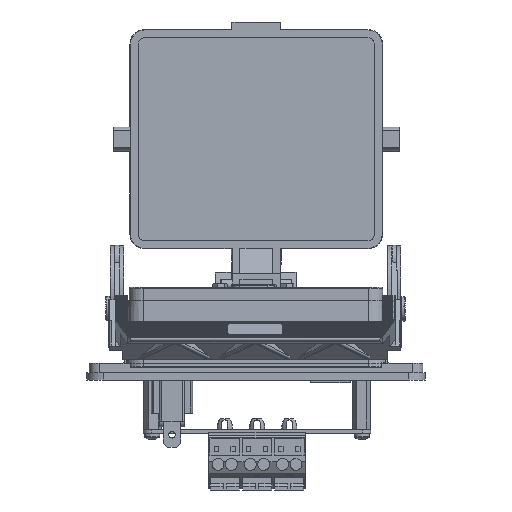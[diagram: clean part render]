
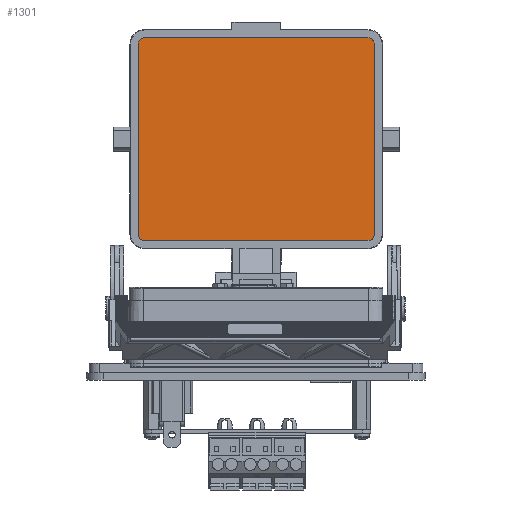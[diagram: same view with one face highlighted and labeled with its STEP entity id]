
A CAD part, front view. The second image highlights one B-rep face of the part: STEP entity #1301.
In plain terms, the highlighted planar face has unit normal (0, -1, 0).
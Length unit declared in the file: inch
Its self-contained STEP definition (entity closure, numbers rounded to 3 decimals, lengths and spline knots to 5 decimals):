
#528 = CARTESIAN_POINT ( 'NONE',  ( -1.63203, 2.4916, 4.87539 ) ) ;
#720 = EDGE_CURVE ( 'NONE', #135285, #33284, #118561, .T. ) ;
#1301 = ADVANCED_FACE ( 'NONE', ( #22074 ), #50814, .T. ) ;
#2579 = ORIENTED_EDGE ( 'NONE', *, *, #134337, .T. ) ;
#3899 = LINE ( 'NONE', #25586, #38886 ) ;
#5422 = EDGE_LOOP ( 'NONE', ( #60078, #150758, #49830, #79557, #129296, #53057, #65137, #2579 ) ) ;
#9060 = DIRECTION ( 'NONE',  ( 0., -1., 0. ) ) ;
#10893 = LINE ( 'NONE', #60579, #42220 ) ;
#16399 = VERTEX_POINT ( 'NONE', #39682 ) ;
#21021 = CARTESIAN_POINT ( 'NONE',  ( 1.63997, 2.4916, 4.87539 ) ) ;
#22041 = CIRCLE ( 'NONE', #142658, 0.093 ) ;
#22074 = FACE_OUTER_BOUND ( 'NONE', #5422, .T. ) ;
#24339 = VECTOR ( 'NONE', #43830, 39.37008 ) ;
#24362 = EDGE_CURVE ( 'NONE', #128776, #143046, #129714, .T. ) ;
#25088 = AXIS2_PLACEMENT_3D ( 'NONE', #21021, #81434, #117583 ) ;
#25586 = CARTESIAN_POINT ( 'NONE',  ( 1.73297, 2.4916, -1.05466 ) ) ;
#28726 = CARTESIAN_POINT ( 'NONE',  ( 1.63997, 2.4916, 2.09139 ) ) ;
#33284 = VERTEX_POINT ( 'NONE', #101938 ) ;
#33844 = CARTESIAN_POINT ( 'NONE',  ( -1.63203, 2.4916, 1.99839 ) ) ;
#34548 = AXIS2_PLACEMENT_3D ( 'NONE', #122607, #99894, #97853 ) ;
#35855 = DIRECTION ( 'NONE',  ( 1., 0., 0. ) ) ;
#38886 = VECTOR ( 'NONE', #94842, 39.37008 ) ;
#39682 = CARTESIAN_POINT ( 'NONE',  ( 1.73297, 2.4916, 4.87539 ) ) ;
#41611 = DIRECTION ( 'NONE',  ( 0., -1., 0. ) ) ;
#42220 = VECTOR ( 'NONE', #35855, 39.37008 ) ;
#42823 = CARTESIAN_POINT ( 'NONE',  ( 0.00397, 2.4916, 4.96839 ) ) ;
#43830 = DIRECTION ( 'NONE',  ( 1., 0., 0. ) ) ;
#45851 = CARTESIAN_POINT ( 'NONE',  ( -1.72503, 2.4916, -1.05466 ) ) ;
#48328 = CARTESIAN_POINT ( 'NONE',  ( -1.72503, 2.4916, 2.09139 ) ) ;
#49830 = ORIENTED_EDGE ( 'NONE', *, *, #72596, .T. ) ;
#50814 = PLANE ( 'NONE',  #34548 ) ;
#53057 = ORIENTED_EDGE ( 'NONE', *, *, #108937, .F. ) ;
#53883 = CARTESIAN_POINT ( 'NONE',  ( -1.63203, 2.4916, 4.96839 ) ) ;
#55928 = CARTESIAN_POINT ( 'NONE',  ( -1.63203, 2.4916, 2.09139 ) ) ;
#57730 = DIRECTION ( 'NONE',  ( 0., 0., -1. ) ) ;
#59215 = AXIS2_PLACEMENT_3D ( 'NONE', #55928, #9060, #138490 ) ;
#59584 = EDGE_CURVE ( 'NONE', #16399, #77073, #3899, .T. ) ;
#60078 = ORIENTED_EDGE ( 'NONE', *, *, #24362, .T. ) ;
#60579 = CARTESIAN_POINT ( 'NONE',  ( 0.00397, 2.4916, 1.99839 ) ) ;
#65137 = ORIENTED_EDGE ( 'NONE', *, *, #720, .F. ) ;
#67762 = VERTEX_POINT ( 'NONE', #91880 ) ;
#69569 = CARTESIAN_POINT ( 'NONE',  ( 1.73297, 2.4916, 2.09139 ) ) ;
#72596 = EDGE_CURVE ( 'NONE', #116889, #67762, #10893, .T. ) ;
#75110 = CIRCLE ( 'NONE', #25088, 0.093 ) ;
#77073 = VERTEX_POINT ( 'NONE', #69569 ) ;
#79458 = CARTESIAN_POINT ( 'NONE',  ( -1.72503, 2.4916, 4.87539 ) ) ;
#79557 = ORIENTED_EDGE ( 'NONE', *, *, #148184, .T. ) ;
#81434 = DIRECTION ( 'NONE',  ( 0., 1., 0. ) ) ;
#91880 = CARTESIAN_POINT ( 'NONE',  ( 1.63997, 2.4916, 1.99839 ) ) ;
#94483 = DIRECTION ( 'NONE',  ( 0., -1., 0. ) ) ;
#94842 = DIRECTION ( 'NONE',  ( 0., 0., -1. ) ) ;
#97853 = DIRECTION ( 'NONE',  ( 1., 0., 0. ) ) ;
#99894 = DIRECTION ( 'NONE',  ( 0., -1., 0. ) ) ;
#100325 = VECTOR ( 'NONE', #57730, 39.37008 ) ;
#101938 = CARTESIAN_POINT ( 'NONE',  ( 1.63997, 2.4916, 4.96839 ) ) ;
#108937 = EDGE_CURVE ( 'NONE', #33284, #16399, #75110, .T. ) ;
#113463 = CIRCLE ( 'NONE', #59215, 0.093 ) ;
#116889 = VERTEX_POINT ( 'NONE', #33844 ) ;
#117583 = DIRECTION ( 'NONE',  ( 1., 0., 0. ) ) ;
#118561 = LINE ( 'NONE', #42823, #24339 ) ;
#119244 = CIRCLE ( 'NONE', #126817, 0.093 ) ;
#122607 = CARTESIAN_POINT ( 'NONE',  ( 0.00397, 2.4916, -1.05466 ) ) ;
#123816 = EDGE_CURVE ( 'NONE', #143046, #116889, #113463, .T. ) ;
#124240 = DIRECTION ( 'NONE',  ( 1., 0., 0. ) ) ;
#126817 = AXIS2_PLACEMENT_3D ( 'NONE', #528, #94483, #128987 ) ;
#128776 = VERTEX_POINT ( 'NONE', #79458 ) ;
#128987 = DIRECTION ( 'NONE',  ( 1., 0., 0. ) ) ;
#129296 = ORIENTED_EDGE ( 'NONE', *, *, #59584, .F. ) ;
#129714 = LINE ( 'NONE', #45851, #100325 ) ;
#134337 = EDGE_CURVE ( 'NONE', #135285, #128776, #119244, .T. ) ;
#135285 = VERTEX_POINT ( 'NONE', #53883 ) ;
#138490 = DIRECTION ( 'NONE',  ( 1., 0., 0. ) ) ;
#142658 = AXIS2_PLACEMENT_3D ( 'NONE', #28726, #41611, #124240 ) ;
#143046 = VERTEX_POINT ( 'NONE', #48328 ) ;
#148184 = EDGE_CURVE ( 'NONE', #67762, #77073, #22041, .T. ) ;
#150758 = ORIENTED_EDGE ( 'NONE', *, *, #123816, .T. ) ;
